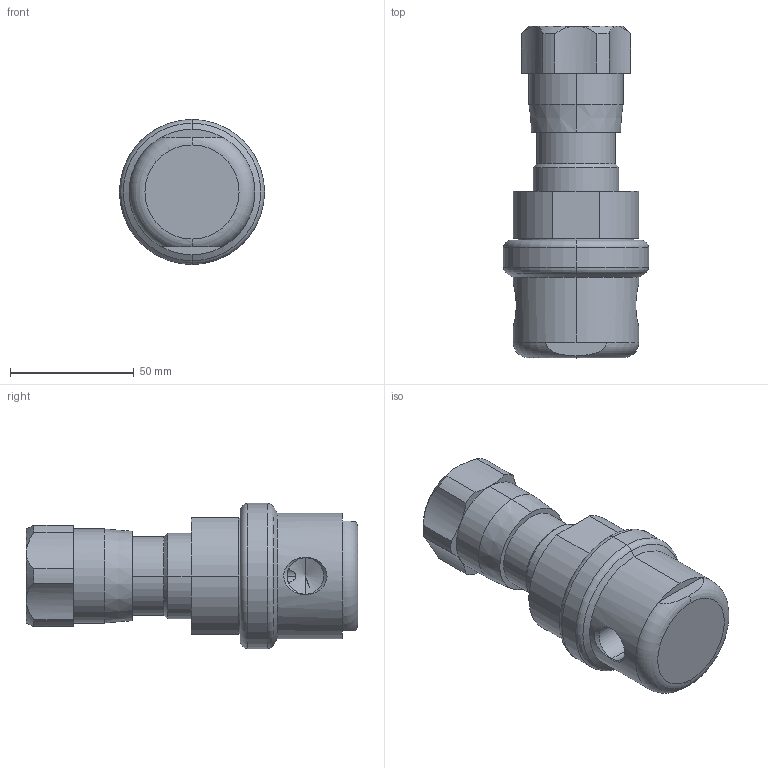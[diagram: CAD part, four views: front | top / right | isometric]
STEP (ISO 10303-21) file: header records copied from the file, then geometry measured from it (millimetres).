
FILE_DESCRIPTION (( 'STEP AP203' ), '1' );
FILE_NAME ('JSRLF-038-BA.STEP', '2017-06-27T11:45:47', ( '' ), ( '' ), 'SwSTEP 2.0', 'SolidWorks 2014', '' );
FILE_SCHEMA (( 'CONFIG_CONTROL_DESIGN' ));
Length unit declared in the file: inch
Products named in the file (2): JSRLF-038-BA
Bounding box: 58.75 x 134.3 x 58.75 mm (x, y, z)
Volume: 209337.1 mm3; surface area: 26272.5 mm2
Topology: 1 solids, 1 shells, 85 faces, 196 edges, 117 vertices
Faces by surface type: cylinder 37, cone 21, plane 21, torus 6
Entity records: 3038 total; most frequent: CARTESIAN_POINT 944, DIRECTION 441, ORIENTED_EDGE 388, EDGE_CURVE 194, AXIS2_PLACEMENT_3D 190, VERTEX_POINT 117, CIRCLE 103, EDGE_LOOP 91
